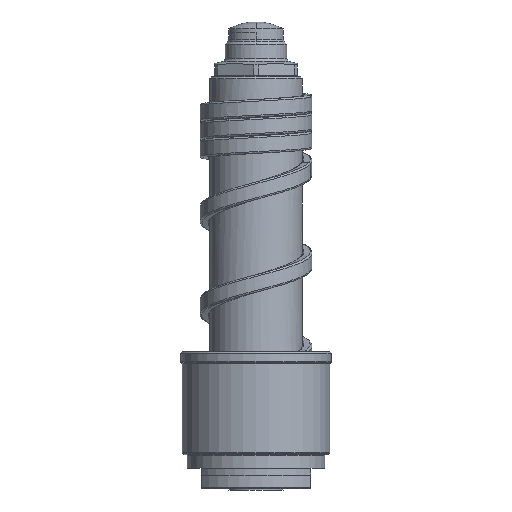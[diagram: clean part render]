
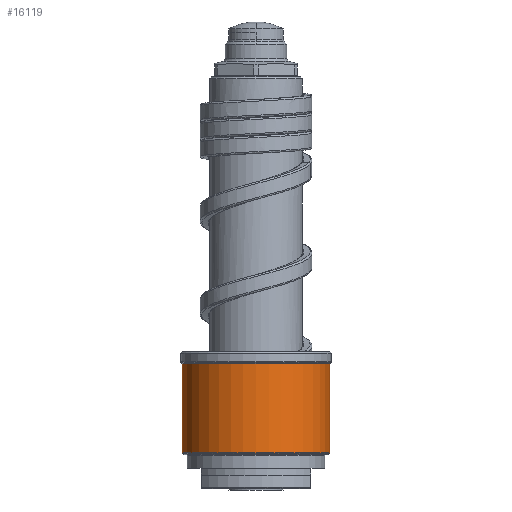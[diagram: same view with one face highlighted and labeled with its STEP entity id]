
A CAD part, front view. The second image highlights one B-rep face of the part: STEP entity #16119.
In plain terms, the highlighted cylindrical face has radius 21.5 mm (diameter 43 mm), a partial arc.
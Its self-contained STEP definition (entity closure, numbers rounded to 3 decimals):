
#6197=CARTESIAN_POINT('',(0.,0.,10.583));
#6198=DIRECTION('',(0.,0.,1.));
#6199=DIRECTION('',(-1.,0.,0.));
#6200=AXIS2_PLACEMENT_3D('',#6197,#6198,#6199);
#6202=DIRECTION('',(0.,0.,-1.));
#6203=VECTOR('',#6202,25.834);
#6204=CARTESIAN_POINT('',(-21.5,0.,36.417));
#6205=LINE('',#6204,#6203);
#6206=CARTESIAN_POINT('',(0.,0.,36.417));
#6207=DIRECTION('',(0.,0.,1.));
#6208=DIRECTION('',(-1.,0.,0.));
#6209=AXIS2_PLACEMENT_3D('',#6206,#6207,#6208);
#6211=DIRECTION('',(0.,0.,-1.));
#6212=VECTOR('',#6211,25.834);
#6213=CARTESIAN_POINT('',(21.5,0.,36.417));
#6214=LINE('',#6213,#6212);
#6551=CARTESIAN_POINT('',(21.5,0.,36.417));
#6552=CARTESIAN_POINT('',(-21.5,0.,36.417));
#6553=VERTEX_POINT('',#6551);
#6554=VERTEX_POINT('',#6552);
#6577=CARTESIAN_POINT('',(21.5,0.,10.583));
#6578=VERTEX_POINT('',#6577);
#6579=CARTESIAN_POINT('',(-21.5,0.,10.583));
#6580=VERTEX_POINT('',#6579);
#16107=CARTESIAN_POINT('',(0.,0.,8.5));
#16108=DIRECTION('',(0.,0.,1.));
#16109=DIRECTION('',(-1.,0.,0.));
#16110=AXIS2_PLACEMENT_3D('',#16107,#16108,#16109);
#16111=CYLINDRICAL_SURFACE('',#16110,21.5);
#16112=ORIENTED_EDGE('',*,*,#14078,.F.);
#16113=ORIENTED_EDGE('',*,*,#14059,.F.);
#16115=ORIENTED_EDGE('',*,*,#16114,.T.);
#16116=ORIENTED_EDGE('',*,*,#14055,.T.);
#16117=EDGE_LOOP('',(#16112,#16113,#16115,#16116));
#16118=FACE_OUTER_BOUND('',#16117,.F.);
#6201=CIRCLE('',#6200,21.5);
#6210=CIRCLE('',#6209,21.5);
#14055=EDGE_CURVE('',#6553,#6578,#6214,.T.);
#14059=EDGE_CURVE('',#6554,#6580,#6205,.T.);
#14078=EDGE_CURVE('',#6580,#6578,#6201,.T.);
#16114=EDGE_CURVE('',#6554,#6553,#6210,.T.);
#16119=ADVANCED_FACE('',(#16118),#16111,.T.);
